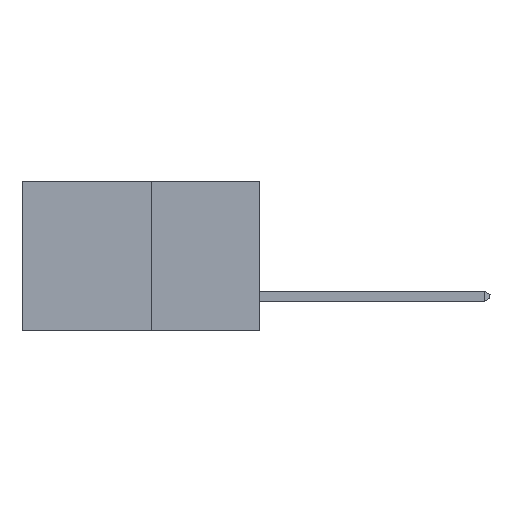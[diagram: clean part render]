
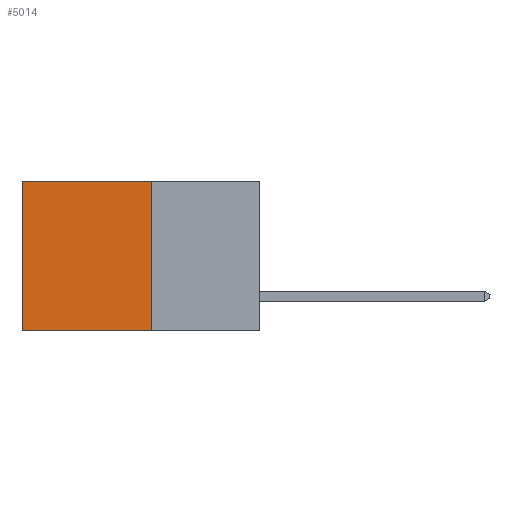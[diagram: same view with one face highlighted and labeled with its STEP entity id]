
A CAD part, left-side view. The second image highlights one B-rep face of the part: STEP entity #5014.
In plain terms, the highlighted planar face has unit normal (-1, 0, 0).
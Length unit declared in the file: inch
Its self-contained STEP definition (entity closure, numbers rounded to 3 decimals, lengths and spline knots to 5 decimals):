
#402 = ORIENTED_EDGE ( 'NONE', *, *, #12468, .T. ) ;
#417 = ORIENTED_EDGE ( 'NONE', *, *, #2611, .F. ) ;
#490 = ORIENTED_EDGE ( 'NONE', *, *, #4716, .F. ) ;
#557 = ORIENTED_EDGE ( 'NONE', *, *, #6502, .T. ) ;
#1157 = CARTESIAN_POINT ( 'NONE',  ( 0.277, 0.27, -0.37 ) ) ;
#1240 = DIRECTION ( 'NONE',  ( 0., 0., -1. ) ) ;
#1913 = VERTEX_POINT ( 'NONE', #4479 ) ;
#2035 = VERTEX_POINT ( 'NONE', #12962 ) ;
#2611 = EDGE_CURVE ( 'NONE', #8256, #1913, #11129, .T. ) ;
#2823 = VECTOR ( 'NONE', #6179, 39.37008 ) ;
#2850 = FACE_OUTER_BOUND ( 'NONE', #7830, .T. ) ;
#4296 = DIRECTION ( 'NONE',  ( 0., 0., -1. ) ) ;
#4360 = DIRECTION ( 'NONE',  ( 1., 0., 0. ) ) ;
#4468 = PLANE ( 'NONE',  #11183 ) ;
#4479 = CARTESIAN_POINT ( 'NONE',  ( 0.277, 0.59, -0.37 ) ) ;
#4716 = EDGE_CURVE ( 'NONE', #11062, #8256, #4766, .T. ) ;
#4766 = LINE ( 'NONE', #1157, #9669 ) ;
#5014 = ADVANCED_FACE ( 'NONE', ( #2850 ), #4468, .F. ) ;
#5529 = VECTOR ( 'NONE', #10204, 39.37008 ) ;
#5804 = CARTESIAN_POINT ( 'NONE',  ( 0.277, 0.27, 0. ) ) ;
#5969 = CARTESIAN_POINT ( 'NONE',  ( 0.277, 0.27, 0. ) ) ;
#6179 = DIRECTION ( 'NONE',  ( 0., 1., 0. ) ) ;
#6502 = EDGE_CURVE ( 'NONE', #11062, #2035, #13763, .T. ) ;
#6981 = CARTESIAN_POINT ( 'NONE',  ( 0.277, 0.27, -0.37 ) ) ;
#7369 = VECTOR ( 'NONE', #13492, 39.37008 ) ;
#7694 = LINE ( 'NONE', #13449, #7369 ) ;
#7816 = CARTESIAN_POINT ( 'NONE',  ( 0.277, 0.27, -0.37 ) ) ;
#7830 = EDGE_LOOP ( 'NONE', ( #402, #417, #490, #557 ) ) ;
#8256 = VERTEX_POINT ( 'NONE', #13940 ) ;
#9669 = VECTOR ( 'NONE', #1240, 39.37008 ) ;
#10204 = DIRECTION ( 'NONE',  ( 0., 1., 0. ) ) ;
#11062 = VERTEX_POINT ( 'NONE', #5804 ) ;
#11129 = LINE ( 'NONE', #6981, #5529 ) ;
#11183 = AXIS2_PLACEMENT_3D ( 'NONE', #7816, #4360, #4296 ) ;
#12468 = EDGE_CURVE ( 'NONE', #2035, #1913, #7694, .T. ) ;
#12962 = CARTESIAN_POINT ( 'NONE',  ( 0.277, 0.59, 0. ) ) ;
#13449 = CARTESIAN_POINT ( 'NONE',  ( 0.277, 0.59, -0.37 ) ) ;
#13492 = DIRECTION ( 'NONE',  ( 0., 0., -1. ) ) ;
#13763 = LINE ( 'NONE', #5969, #2823 ) ;
#13940 = CARTESIAN_POINT ( 'NONE',  ( 0.277, 0.27, -0.37 ) ) ;
